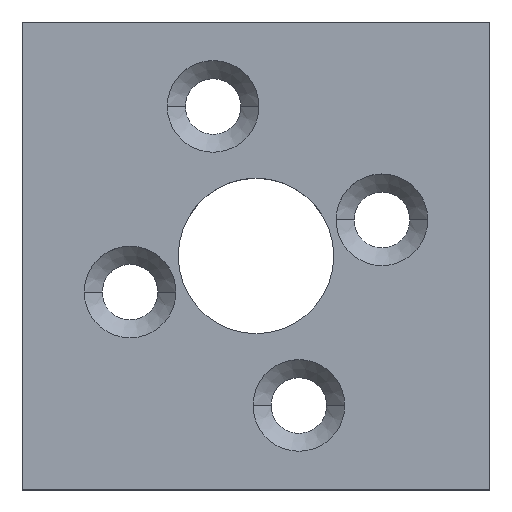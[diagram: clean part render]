
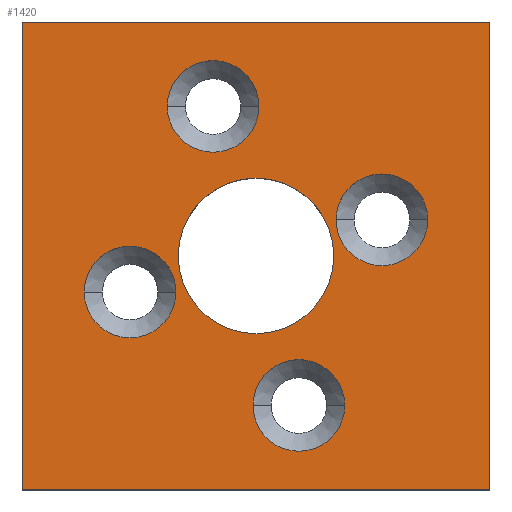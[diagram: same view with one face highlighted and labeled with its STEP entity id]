
A CAD part, top view. The second image highlights one B-rep face of the part: STEP entity #1420.
In plain terms, the highlighted planar face has unit normal (0, 0, 1).
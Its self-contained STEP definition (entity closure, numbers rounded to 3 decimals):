
#3 = EDGE_CURVE ( 'NONE', #932, #175, #708, .T. ) ;
#12 = CARTESIAN_POINT ( 'NONE',  ( -14.288, 14.287, 3.175 ) ) ;
#42 = ORIENTED_EDGE ( 'NONE', *, *, #315, .F. ) ;
#48 = CARTESIAN_POINT ( 'NONE',  ( -7.69, -2.205, 3.175 ) ) ;
#70 = CIRCLE ( 'NONE', #799, 2.8 ) ;
#75 = LINE ( 'NONE', #1425, #685 ) ;
#83 = AXIS2_PLACEMENT_3D ( 'NONE', #638, #1456, #412 ) ;
#84 = DIRECTION ( 'NONE',  ( 1., 0., 0. ) ) ;
#90 = DIRECTION ( 'NONE',  ( 0., 0., 1. ) ) ;
#124 = EDGE_CURVE ( 'NONE', #512, #1219, #823, .T. ) ;
#134 = VERTEX_POINT ( 'NONE', #927 ) ;
#153 = VECTOR ( 'NONE', #508, 1000. ) ;
#170 = EDGE_CURVE ( 'NONE', #858, #737, #1110, .T. ) ;
#175 = VERTEX_POINT ( 'NONE', #1205 ) ;
#178 = PLANE ( 'NONE',  #603 ) ;
#179 = DIRECTION ( 'NONE',  ( 1., 0., 0. ) ) ;
#180 = EDGE_CURVE ( 'NONE', #299, #134, #842, .T. ) ;
#193 = ORIENTED_EDGE ( 'NONE', *, *, #555, .T. ) ;
#202 = CARTESIAN_POINT ( 'NONE',  ( -2.619, 9.132, 3.175 ) ) ;
#207 = VECTOR ( 'NONE', #179, 1000. ) ;
#211 = EDGE_LOOP ( 'NONE', ( #260, #1325 ) ) ;
#260 = ORIENTED_EDGE ( 'NONE', *, *, #665, .F. ) ;
#269 = DIRECTION ( 'NONE',  ( 0., 0., 1. ) ) ;
#271 = DIRECTION ( 'NONE',  ( -1., 0., 0. ) ) ;
#274 = DIRECTION ( 'NONE',  ( 1., 0., 0. ) ) ;
#290 = CARTESIAN_POINT ( 'NONE',  ( 4.75, 0., 3.175 ) ) ;
#295 = CIRCLE ( 'NONE', #1487, 2.8 ) ;
#299 = VERTEX_POINT ( 'NONE', #1234 ) ;
#314 = CIRCLE ( 'NONE', #83, 4.75 ) ;
#315 = EDGE_CURVE ( 'NONE', #134, #299, #1197, .T. ) ;
#329 = AXIS2_PLACEMENT_3D ( 'NONE', #533, #531, #84 ) ;
#339 = VERTEX_POINT ( 'NONE', #401 ) ;
#352 = LINE ( 'NONE', #1047, #207 ) ;
#360 = CARTESIAN_POINT ( 'NONE',  ( 4.89, 2.205, 3.175 ) ) ;
#362 = EDGE_CURVE ( 'NONE', #175, #807, #1461, .T. ) ;
#371 = ORIENTED_EDGE ( 'NONE', *, *, #644, .T. ) ;
#379 = AXIS2_PLACEMENT_3D ( 'NONE', #1337, #760, #436 ) ;
#383 = CIRCLE ( 'NONE', #379, 2.8 ) ;
#401 = CARTESIAN_POINT ( 'NONE',  ( 14.287, -14.288, 3.175 ) ) ;
#404 = CARTESIAN_POINT ( 'NONE',  ( -14.288, -14.288, 3.175 ) ) ;
#412 = DIRECTION ( 'NONE',  ( 1., 0., 0. ) ) ;
#415 = CARTESIAN_POINT ( 'NONE',  ( 0., 0., 3.175 ) ) ;
#436 = DIRECTION ( 'NONE',  ( 1., 0., 0. ) ) ;
#443 = ORIENTED_EDGE ( 'NONE', *, *, #124, .F. ) ;
#505 = AXIS2_PLACEMENT_3D ( 'NONE', #1239, #662, #1503 ) ;
#508 = DIRECTION ( 'NONE',  ( 0., -1., 0. ) ) ;
#511 = EDGE_LOOP ( 'NONE', ( #193, #1010, #1294, #371 ) ) ;
#512 = VERTEX_POINT ( 'NONE', #360 ) ;
#531 = DIRECTION ( 'NONE',  ( 0., 0., 1. ) ) ;
#533 = CARTESIAN_POINT ( 'NONE',  ( 2.619, -9.132, 3.175 ) ) ;
#541 = VERTEX_POINT ( 'NONE', #717 ) ;
#555 = EDGE_CURVE ( 'NONE', #339, #932, #75, .T. ) ;
#603 = AXIS2_PLACEMENT_3D ( 'NONE', #415, #746, #271 ) ;
#606 = CARTESIAN_POINT ( 'NONE',  ( 0.181, 9.132, 3.175 ) ) ;
#610 = DIRECTION ( 'NONE',  ( 0., 0., 1. ) ) ;
#611 = FACE_BOUND ( 'NONE', #1399, .T. ) ;
#620 = ORIENTED_EDGE ( 'NONE', *, *, #1451, .F. ) ;
#621 = CARTESIAN_POINT ( 'NONE',  ( -2.619, 9.132, 3.175 ) ) ;
#624 = VERTEX_POINT ( 'NONE', #1014 ) ;
#625 = DIRECTION ( 'NONE',  ( 0., 0., 1. ) ) ;
#628 = DIRECTION ( 'NONE',  ( 1., 0., 0. ) ) ;
#629 = AXIS2_PLACEMENT_3D ( 'NONE', #1290, #269, #274 ) ;
#638 = CARTESIAN_POINT ( 'NONE',  ( 0., 0., 3.175 ) ) ;
#644 = EDGE_CURVE ( 'NONE', #807, #339, #352, .T. ) ;
#645 = FACE_OUTER_BOUND ( 'NONE', #511, .T. ) ;
#648 = DIRECTION ( 'NONE',  ( 1., 0., 0. ) ) ;
#662 = DIRECTION ( 'NONE',  ( 0., 0., 1. ) ) ;
#665 = EDGE_CURVE ( 'NONE', #737, #858, #295, .T. ) ;
#683 = AXIS2_PLACEMENT_3D ( 'NONE', #202, #763, #1009 ) ;
#685 = VECTOR ( 'NONE', #1429, 1000. ) ;
#703 = CARTESIAN_POINT ( 'NONE',  ( 2.619, -9.132, 3.175 ) ) ;
#708 = LINE ( 'NONE', #12, #838 ) ;
#717 = CARTESIAN_POINT ( 'NONE',  ( -4.75, 0., 3.175 ) ) ;
#737 = VERTEX_POINT ( 'NONE', #606 ) ;
#739 = EDGE_LOOP ( 'NONE', ( #620, #1361 ) ) ;
#746 = DIRECTION ( 'NONE',  ( 0., 0., -1. ) ) ;
#760 = DIRECTION ( 'NONE',  ( 0., 0., 1. ) ) ;
#762 = CARTESIAN_POINT ( 'NONE',  ( -5.419, 9.132, 3.175 ) ) ;
#763 = DIRECTION ( 'NONE',  ( 0., 0., 1. ) ) ;
#779 = VERTEX_POINT ( 'NONE', #830 ) ;
#780 = CARTESIAN_POINT ( 'NONE',  ( 0., 0., 3.175 ) ) ;
#799 = AXIS2_PLACEMENT_3D ( 'NONE', #703, #1286, #1383 ) ;
#803 = EDGE_LOOP ( 'NONE', ( #1220, #443 ) ) ;
#807 = VERTEX_POINT ( 'NONE', #404 ) ;
#823 = CIRCLE ( 'NONE', #629, 2.8 ) ;
#830 = CARTESIAN_POINT ( 'NONE',  ( -0.181, -9.132, 3.175 ) ) ;
#838 = VECTOR ( 'NONE', #1046, 1000. ) ;
#842 = CIRCLE ( 'NONE', #505, 2.8 ) ;
#846 = EDGE_CURVE ( 'NONE', #541, #1468, #314, .T. ) ;
#858 = VERTEX_POINT ( 'NONE', #762 ) ;
#883 = EDGE_LOOP ( 'NONE', ( #1222, #42 ) ) ;
#903 = CARTESIAN_POINT ( 'NONE',  ( 14.287, 14.287, 3.175 ) ) ;
#908 = CIRCLE ( 'NONE', #329, 2.8 ) ;
#924 = FACE_BOUND ( 'NONE', #803, .T. ) ;
#927 = CARTESIAN_POINT ( 'NONE',  ( -10.49, -2.205, 3.175 ) ) ;
#932 = VERTEX_POINT ( 'NONE', #903 ) ;
#941 = EDGE_CURVE ( 'NONE', #1468, #541, #964, .T. ) ;
#958 = ORIENTED_EDGE ( 'NONE', *, *, #846, .F. ) ;
#962 = FACE_BOUND ( 'NONE', #211, .T. ) ;
#964 = CIRCLE ( 'NONE', #966, 4.75 ) ;
#966 = AXIS2_PLACEMENT_3D ( 'NONE', #780, #90, #648 ) ;
#971 = CARTESIAN_POINT ( 'NONE',  ( -14.288, -14.288, 3.175 ) ) ;
#976 = ORIENTED_EDGE ( 'NONE', *, *, #941, .F. ) ;
#1010 = ORIENTED_EDGE ( 'NONE', *, *, #3, .T. ) ;
#1009 = DIRECTION ( 'NONE',  ( 1., 0., 0. ) ) ;
#1014 = CARTESIAN_POINT ( 'NONE',  ( 5.419, -9.132, 3.175 ) ) ;
#1046 = DIRECTION ( 'NONE',  ( -1., 0., 0. ) ) ;
#1047 = CARTESIAN_POINT ( 'NONE',  ( -14.288, -14.288, 3.175 ) ) ;
#1063 = FACE_BOUND ( 'NONE', #883, .T. ) ;
#1110 = CIRCLE ( 'NONE', #683, 2.8 ) ;
#1197 = CIRCLE ( 'NONE', #1432, 2.8 ) ;
#1205 = CARTESIAN_POINT ( 'NONE',  ( -14.288, 14.287, 3.175 ) ) ;
#1219 = VERTEX_POINT ( 'NONE', #1386 ) ;
#1220 = ORIENTED_EDGE ( 'NONE', *, *, #1484, .F. ) ;
#1222 = ORIENTED_EDGE ( 'NONE', *, *, #180, .F. ) ;
#1234 = CARTESIAN_POINT ( 'NONE',  ( -4.89, -2.205, 3.175 ) ) ;
#1239 = CARTESIAN_POINT ( 'NONE',  ( -7.69, -2.205, 3.175 ) ) ;
#1249 = EDGE_CURVE ( 'NONE', #779, #624, #70, .T. ) ;
#1286 = DIRECTION ( 'NONE',  ( 0., 0., 1. ) ) ;
#1290 = CARTESIAN_POINT ( 'NONE',  ( 7.69, 2.205, 3.175 ) ) ;
#1294 = ORIENTED_EDGE ( 'NONE', *, *, #362, .T. ) ;
#1325 = ORIENTED_EDGE ( 'NONE', *, *, #170, .F. ) ;
#1337 = CARTESIAN_POINT ( 'NONE',  ( 7.69, 2.205, 3.175 ) ) ;
#1361 = ORIENTED_EDGE ( 'NONE', *, *, #1249, .F. ) ;
#1383 = DIRECTION ( 'NONE',  ( 1., 0., 0. ) ) ;
#1386 = CARTESIAN_POINT ( 'NONE',  ( 10.49, 2.205, 3.175 ) ) ;
#1399 = EDGE_LOOP ( 'NONE', ( #958, #976 ) ) ;
#1417 = DIRECTION ( 'NONE',  ( 1., 0., 0. ) ) ;
#1420 = ADVANCED_FACE ( 'NONE', ( #962, #924, #1454, #611, #645, #1063 ), #178, .F. ) ;
#1425 = CARTESIAN_POINT ( 'NONE',  ( 14.287, -14.288, 3.175 ) ) ;
#1429 = DIRECTION ( 'NONE',  ( 0., 1., 0. ) ) ;
#1432 = AXIS2_PLACEMENT_3D ( 'NONE', #48, #625, #628 ) ;
#1451 = EDGE_CURVE ( 'NONE', #624, #779, #908, .T. ) ;
#1454 = FACE_BOUND ( 'NONE', #739, .T. ) ;
#1456 = DIRECTION ( 'NONE',  ( 0., 0., 1. ) ) ;
#1461 = LINE ( 'NONE', #971, #153 ) ;
#1468 = VERTEX_POINT ( 'NONE', #290 ) ;
#1484 = EDGE_CURVE ( 'NONE', #1219, #512, #383, .T. ) ;
#1487 = AXIS2_PLACEMENT_3D ( 'NONE', #621, #610, #1417 ) ;
#1503 = DIRECTION ( 'NONE',  ( 1., 0., 0. ) ) ;
